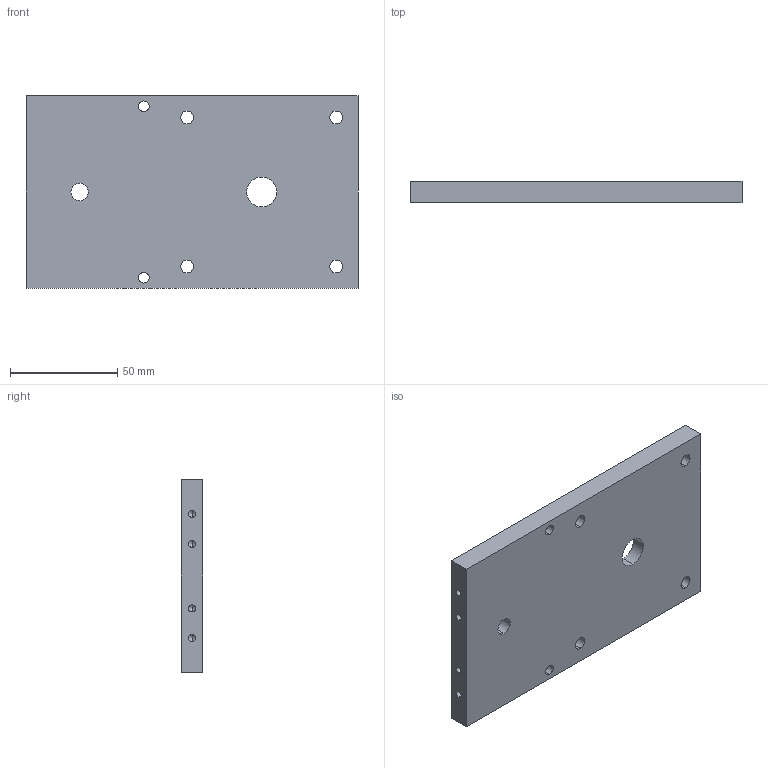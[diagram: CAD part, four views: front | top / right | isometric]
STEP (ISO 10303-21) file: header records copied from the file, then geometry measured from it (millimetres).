
FILE_DESCRIPTION (( 'STEP AP203' ), '1' );
FILE_NAME ('SUPPORTMOT.STEP', '2018-01-03T14:26:37', ( '' ), ( '' ), 'SwSTEP 2.0', 'SolidWorks 2016', '' );
FILE_SCHEMA (( 'CONFIG_CONTROL_DESIGN' ));
Length unit declared in the file: millimetre
Products named in the file (1): SUPPORTMOT
Bounding box: 155 x 10 x 90 mm (x, y, z)
Volume: 115346.5 mm3; surface area: 35804 mm2
Topology: 1 solids, 1 shells, 62 faces, 163 edges, 102 vertices
Faces by surface type: cylinder 37, plane 17, cone 8
Entity records: 1990 total; most frequent: DIRECTION 355, CARTESIAN_POINT 320, ORIENTED_EDGE 310, EDGE_CURVE 155, AXIS2_PLACEMENT_3D 137, VERTEX_POINT 102, EDGE_LOOP 85, VECTOR 81
